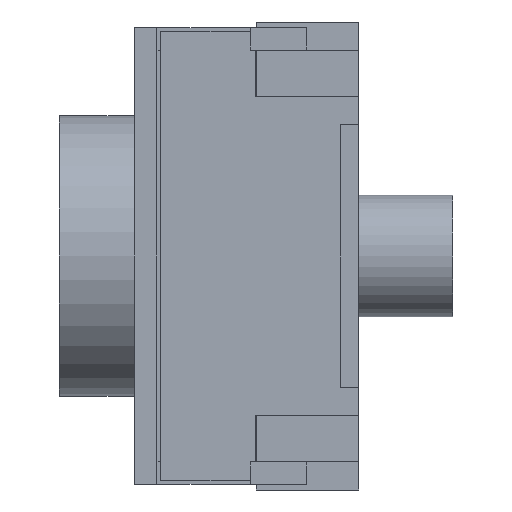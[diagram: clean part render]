
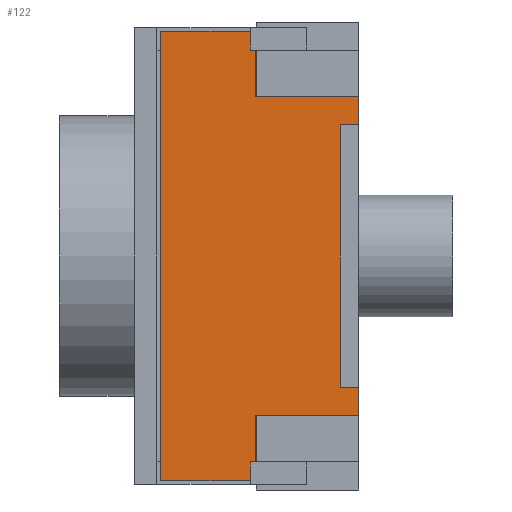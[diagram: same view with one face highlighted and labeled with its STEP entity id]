
A CAD part, left-side view. The second image highlights one B-rep face of the part: STEP entity #122.
In plain terms, the highlighted planar face has unit normal (-1, 0, 0).
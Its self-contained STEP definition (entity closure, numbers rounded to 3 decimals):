
#63 = EDGE_CURVE ( 'NONE', #497, #2382, #1014, .T. ) ;
#98 = EDGE_CURVE ( 'NONE', #1080, #437, #1129, .T. ) ;
#112 = EDGE_CURVE ( 'NONE', #410, #1630, #1199, .T. ) ;
#122 = ADVANCED_FACE ( 'NONE', ( #1232 ), #1233, .F. ) ;
#151 = ORIENTED_EDGE ( 'NONE', *, *, #63, .T. ) ;
#152 = ORIENTED_EDGE ( 'NONE', *, *, #606, .F. ) ;
#156 = ORIENTED_EDGE ( 'NONE', *, *, #612, .T. ) ;
#188 = EDGE_CURVE ( 'NONE', #483, #740, #1442, .T. ) ;
#224 = ORIENTED_EDGE ( 'NONE', *, *, #623, .F. ) ;
#240 = ORIENTED_EDGE ( 'NONE', *, *, #373, .F. ) ;
#268 = ORIENTED_EDGE ( 'NONE', *, *, #112, .T. ) ;
#273 = EDGE_CURVE ( 'NONE', #437, #644, #1973, .T. ) ;
#306 = VERTEX_POINT ( 'NONE', #2210 ) ;
#346 = ORIENTED_EDGE ( 'NONE', *, *, #492, .F. ) ;
#373 = EDGE_CURVE ( 'NONE', #427, #2342, #2416, .T. ) ;
#389 = EDGE_CURVE ( 'NONE', #1080, #427, #2476, .T. ) ;
#402 = EDGE_CURVE ( 'NONE', #782, #513, #2501, .T. ) ;
#410 = VERTEX_POINT ( 'NONE', #2524 ) ;
#427 = VERTEX_POINT ( 'NONE', #1530 ) ;
#437 = VERTEX_POINT ( 'NONE', #1619 ) ;
#438 = EDGE_CURVE ( 'NONE', #483, #2382, #1625, .T. ) ;
#471 = ORIENTED_EDGE ( 'NONE', *, *, #799, .T. ) ;
#472 = ORIENTED_EDGE ( 'NONE', *, *, #273, .T. ) ;
#478 = ORIENTED_EDGE ( 'NONE', *, *, #438, .F. ) ;
#483 = VERTEX_POINT ( 'NONE', #2100 ) ;
#486 = EDGE_CURVE ( 'NONE', #306, #1063, #2145, .T. ) ;
#492 = EDGE_CURVE ( 'NONE', #410, #1063, #847, .T. ) ;
#497 = VERTEX_POINT ( 'NONE', #861 ) ;
#513 = VERTEX_POINT ( 'NONE', #947 ) ;
#590 = ORIENTED_EDGE ( 'NONE', *, *, #188, .T. ) ;
#602 = EDGE_CURVE ( 'NONE', #1630, #2342, #1313, .T. ) ;
#606 = EDGE_CURVE ( 'NONE', #497, #1062, #1330, .T. ) ;
#612 = EDGE_CURVE ( 'NONE', #782, #1062, #1347, .T. ) ;
#623 = EDGE_CURVE ( 'NONE', #513, #644, #1381, .T. ) ;
#637 = ORIENTED_EDGE ( 'NONE', *, *, #402, .F. ) ;
#639 = ORIENTED_EDGE ( 'NONE', *, *, #602, .T. ) ;
#644 = VERTEX_POINT ( 'NONE', #1429 ) ;
#650 = ORIENTED_EDGE ( 'NONE', *, *, #486, .T. ) ;
#740 = VERTEX_POINT ( 'NONE', #2064 ) ;
#746 = ORIENTED_EDGE ( 'NONE', *, *, #389, .F. ) ;
#782 = VERTEX_POINT ( 'NONE', #2293 ) ;
#799 = EDGE_CURVE ( 'NONE', #740, #306, #2349, .T. ) ;
#847 = LINE ( 'NONE', #848, #850 ) ;
#848 = CARTESIAN_POINT ( 'NONE',  ( -1.5, 0.1, 1.22 ) ) ;
#850 = VECTOR ( 'NONE', #851, 1000. ) ;
#851 = DIRECTION ( 'NONE',  ( 0., 0., -1. ) ) ;
#861 = CARTESIAN_POINT ( 'NONE',  ( -1.5, 0.58, -1.1 ) ) ;
#947 = CARTESIAN_POINT ( 'NONE',  ( -1.5, 1.06, 1.2 ) ) ;
#1014 = LINE ( 'NONE', #1015, #1016 ) ;
#1015 = CARTESIAN_POINT ( 'NONE',  ( -1.5, 1.06, -1.1 ) ) ;
#1016 = VECTOR ( 'NONE', #1017, 1000. ) ;
#1017 = DIRECTION ( 'NONE',  ( 0., -1., 0. ) ) ;
#1062 = VERTEX_POINT ( 'NONE', #2466 ) ;
#1063 = VERTEX_POINT ( 'NONE', #2467 ) ;
#1080 = VERTEX_POINT ( 'NONE', #2468 ) ;
#1129 = LINE ( 'NONE', #1130, #1131 ) ;
#1130 = CARTESIAN_POINT ( 'NONE',  ( -1.5, 1.06, 1.1 ) ) ;
#1131 = VECTOR ( 'NONE', #1132, 1000. ) ;
#1132 = DIRECTION ( 'NONE',  ( 0., 1., 0. ) ) ;
#1199 = LINE ( 'NONE', #1200, #1201 ) ;
#1200 = CARTESIAN_POINT ( 'NONE',  ( -1.5, 1.06, 0.7 ) ) ;
#1201 = VECTOR ( 'NONE', #1202, 1000. ) ;
#1202 = DIRECTION ( 'NONE',  ( 0., -1., 0. ) ) ;
#1232 = FACE_OUTER_BOUND ( 'NONE', #1718, .T. ) ;
#1233 = PLANE ( 'NONE',  #1234 ) ;
#1234 = AXIS2_PLACEMENT_3D ( 'NONE', #1235, #1236, #1237 ) ;
#1235 = CARTESIAN_POINT ( 'NONE',  ( -1.5, 1.06, 1.22 ) ) ;
#1236 = DIRECTION ( 'NONE',  ( 1., 0., 0. ) ) ;
#1237 = DIRECTION ( 'NONE',  ( 0., 0., -1. ) ) ;
#1313 = LINE ( 'NONE', #1314, #1315 ) ;
#1314 = CARTESIAN_POINT ( 'NONE',  ( -1.5, 0., 1.22 ) ) ;
#1315 = VECTOR ( 'NONE', #1316, 1000. ) ;
#1316 = DIRECTION ( 'NONE',  ( 0., 0., 1. ) ) ;
#1330 = LINE ( 'NONE', #1331, #1332 ) ;
#1331 = CARTESIAN_POINT ( 'NONE',  ( -1.5, 0.58, 1.22 ) ) ;
#1332 = VECTOR ( 'NONE', #1333, 1000. ) ;
#1333 = DIRECTION ( 'NONE',  ( 0., 0., -1. ) ) ;
#1347 = LINE ( 'NONE', #1348, #1349 ) ;
#1348 = CARTESIAN_POINT ( 'NONE',  ( -1.5, 1.06, -1.2 ) ) ;
#1349 = VECTOR ( 'NONE', #1350, 1000. ) ;
#1350 = DIRECTION ( 'NONE',  ( 0., -1., 0. ) ) ;
#1381 = LINE ( 'NONE', #1382, #1383 ) ;
#1382 = CARTESIAN_POINT ( 'NONE',  ( -1.5, 1.06, 1.2 ) ) ;
#1383 = VECTOR ( 'NONE', #1384, 1000. ) ;
#1384 = DIRECTION ( 'NONE',  ( 0., -1., 0. ) ) ;
#1429 = CARTESIAN_POINT ( 'NONE',  ( -1.5, 0.58, 1.2 ) ) ;
#1442 = LINE ( 'NONE', #1443, #1444 ) ;
#1443 = CARTESIAN_POINT ( 'NONE',  ( -1.5, 0.55, -0.85 ) ) ;
#1444 = VECTOR ( 'NONE', #1445, 1000. ) ;
#1445 = DIRECTION ( 'NONE',  ( 0., -1., 0. ) ) ;
#1530 = CARTESIAN_POINT ( 'NONE',  ( -1.5, 0.55, 0.85 ) ) ;
#1619 = CARTESIAN_POINT ( 'NONE',  ( -1.5, 0.58, 1.1 ) ) ;
#1625 = LINE ( 'NONE', #1626, #1627 ) ;
#1626 = CARTESIAN_POINT ( 'NONE',  ( -1.5, 0.55, -0.85 ) ) ;
#1627 = VECTOR ( 'NONE', #1628, 1000. ) ;
#1628 = DIRECTION ( 'NONE',  ( 0., 0., -1. ) ) ;
#1630 = VERTEX_POINT ( 'NONE', #1632 ) ;
#1632 = CARTESIAN_POINT ( 'NONE',  ( -1.5, 0., 0.7 ) ) ;
#1718 = EDGE_LOOP ( 'NONE', ( #471, #650, #346, #268, #639, #240, #746, #2337, #472, #224, #637, #156, #152, #151, #478, #590 ) ) ;
#1973 = LINE ( 'NONE', #1974, #1975 ) ;
#1974 = CARTESIAN_POINT ( 'NONE',  ( -1.5, 0.58, 1.22 ) ) ;
#1975 = VECTOR ( 'NONE', #1976, 1000. ) ;
#1976 = DIRECTION ( 'NONE',  ( 0., 0., 1. ) ) ;
#2064 = CARTESIAN_POINT ( 'NONE',  ( -1.5, 0., -0.85 ) ) ;
#2100 = CARTESIAN_POINT ( 'NONE',  ( -1.5, 0.55, -0.85 ) ) ;
#2101 = CARTESIAN_POINT ( 'NONE',  ( -1.5, 0., 0.85 ) ) ;
#2139 = CARTESIAN_POINT ( 'NONE',  ( -1.5, 0.55, -1.1 ) ) ;
#2145 = LINE ( 'NONE', #2146, #2147 ) ;
#2146 = CARTESIAN_POINT ( 'NONE',  ( -1.5, 1.06, -0.7 ) ) ;
#2147 = VECTOR ( 'NONE', #2148, 1000. ) ;
#2148 = DIRECTION ( 'NONE',  ( 0., 1., 0. ) ) ;
#2210 = CARTESIAN_POINT ( 'NONE',  ( -1.5, 0., -0.7 ) ) ;
#2293 = CARTESIAN_POINT ( 'NONE',  ( -1.5, 1.06, -1.2 ) ) ;
#2337 = ORIENTED_EDGE ( 'NONE', *, *, #98, .T. ) ;
#2342 = VERTEX_POINT ( 'NONE', #2101 ) ;
#2349 = LINE ( 'NONE', #2350, #2351 ) ;
#2350 = CARTESIAN_POINT ( 'NONE',  ( -1.5, 0., 1.22 ) ) ;
#2351 = VECTOR ( 'NONE', #2352, 1000. ) ;
#2352 = DIRECTION ( 'NONE',  ( 0., 0., 1. ) ) ;
#2382 = VERTEX_POINT ( 'NONE', #2139 ) ;
#2416 = LINE ( 'NONE', #2417, #2418 ) ;
#2417 = CARTESIAN_POINT ( 'NONE',  ( -1.5, 0.55, 0.85 ) ) ;
#2418 = VECTOR ( 'NONE', #2419, 1000. ) ;
#2419 = DIRECTION ( 'NONE',  ( 0., -1., 0. ) ) ;
#2466 = CARTESIAN_POINT ( 'NONE',  ( -1.5, 0.58, -1.2 ) ) ;
#2467 = CARTESIAN_POINT ( 'NONE',  ( -1.5, 0.1, -0.7 ) ) ;
#2468 = CARTESIAN_POINT ( 'NONE',  ( -1.5, 0.55, 1.1 ) ) ;
#2476 = LINE ( 'NONE', #2477, #2478 ) ;
#2477 = CARTESIAN_POINT ( 'NONE',  ( -1.5, 0.55, 0.85 ) ) ;
#2478 = VECTOR ( 'NONE', #2479, 1000. ) ;
#2479 = DIRECTION ( 'NONE',  ( 0., 0., -1. ) ) ;
#2501 = LINE ( 'NONE', #2502, #2503 ) ;
#2502 = CARTESIAN_POINT ( 'NONE',  ( -1.5, 1.06, 1.22 ) ) ;
#2503 = VECTOR ( 'NONE', #2504, 1000. ) ;
#2504 = DIRECTION ( 'NONE',  ( 0., 0., 1. ) ) ;
#2524 = CARTESIAN_POINT ( 'NONE',  ( -1.5, 0.1, 0.7 ) ) ;
